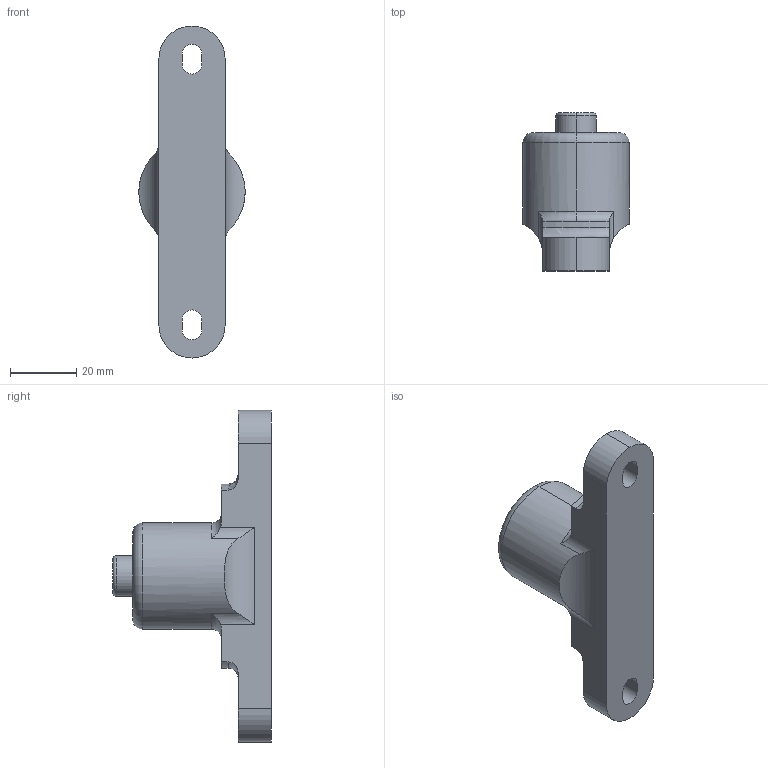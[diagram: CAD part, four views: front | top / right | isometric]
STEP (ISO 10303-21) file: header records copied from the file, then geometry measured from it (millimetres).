
FILE_DESCRIPTION (( 'STEP AP203' ), '1' );
FILE_NAME ('D_S.STEP', '2025-12-04T07:45:22', ( '' ), ( '' ), 'SwSTEP 2.0', 'SolidWorks 2024', '' );
FILE_SCHEMA (( 'CONFIG_CONTROL_DESIGN' ));
Length unit declared in the file: millimetre
Products named in the file (1): D_S
Bounding box: 32 x 47.75 x 100 mm (x, y, z)
Volume: 46362.3 mm3; surface area: 12339.8 mm2
Topology: 1 solids, 10 shells, 208 faces, 537 edges, 356 vertices
Faces by surface type: plane 149, bspline 26, cylinder 23, torus 10
Entity records: 7682 total; most frequent: CARTESIAN_POINT 2674, ORIENTED_EDGE 1074, DIRECTION 885, EDGE_CURVE 537, VECTOR 415, LINE 415, VERTEX_POINT 356, AXIS2_PLACEMENT_3D 235
